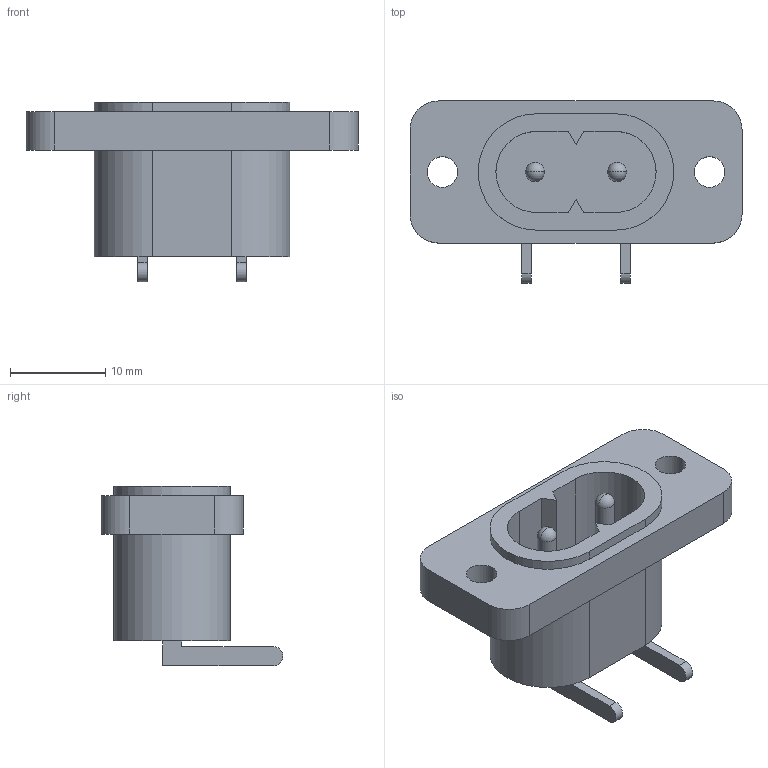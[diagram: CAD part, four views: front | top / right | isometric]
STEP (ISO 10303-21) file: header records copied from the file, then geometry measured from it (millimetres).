
FILE_DESCRIPTION (( 'STEP AP214' ), '1' );
FILE_NAME ('KLS1-AS-222-12 (PCB).STEP', '2023-10-27T10:15:35', ( '' ), ( '' ), 'SwSTEP 2.0', 'SolidWorks 2021', '' );
FILE_SCHEMA (( 'AUTOMOTIVE_DESIGN' ));
Length unit declared in the file: millimetre
Products named in the file (1): KLS1-AS-222-12 (PCB)
Bounding box: 34.8 x 19.07 x 18.8 mm (x, y, z)
Volume: 2970.1 mm3; surface area: 3287.3 mm2
Topology: 1 solids, 2 shells, 73 faces, 192 edges, 126 vertices
Faces by surface type: plane 43, cylinder 26, sphere 4
Entity records: 2480 total; most frequent: DIRECTION 388, CARTESIAN_POINT 380, ORIENTED_EDGE 368, EDGE_CURVE 184, AXIS2_PLACEMENT_3D 130, VECTOR 128, LINE 128, VERTEX_POINT 122
